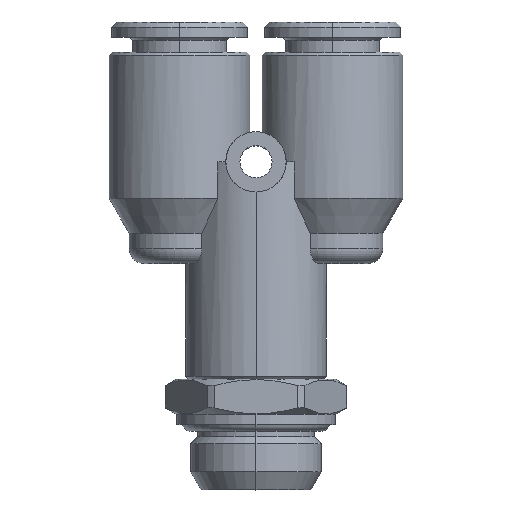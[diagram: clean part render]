
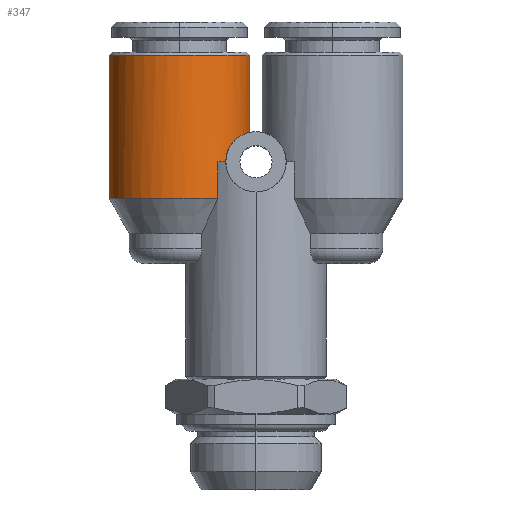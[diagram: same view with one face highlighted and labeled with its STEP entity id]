
A CAD part, top view. The second image highlights one B-rep face of the part: STEP entity #347.
In plain terms, the highlighted cylindrical face has radius 7 mm (diameter 14 mm), a partial arc.
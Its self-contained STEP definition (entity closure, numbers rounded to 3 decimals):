
#88 = VERTEX_POINT ( 'NONE', #4309 ) ;
#93 = VERTEX_POINT ( 'NONE', #4426 ) ;
#99 = EDGE_CURVE ( 'NONE', #93, #88, #4452, .T. ) ;
#278 = VERTEX_POINT ( 'NONE', #1924 ) ;
#279 = VERTEX_POINT ( 'NONE', #1923 ) ;
#317 = ORIENTED_EDGE ( 'NONE', *, *, #318, .T. ) ;
#318 = EDGE_CURVE ( 'NONE', #343, #88, #1870, .T. ) ;
#319 = ORIENTED_EDGE ( 'NONE', *, *, #348, .T. ) ;
#320 = EDGE_LOOP ( 'NONE', ( #324, #321, #330, #364, #349, #319, #317 ) ) ;
#321 = ORIENTED_EDGE ( 'NONE', *, *, #329, .T. ) ;
#323 = VERTEX_POINT ( 'NONE', #1864 ) ;
#324 = ORIENTED_EDGE ( 'NONE', *, *, #99, .F. ) ;
#329 = EDGE_CURVE ( 'NONE', #93, #278, #1857, .T. ) ;
#330 = ORIENTED_EDGE ( 'NONE', *, *, #331, .F. ) ;
#331 = EDGE_CURVE ( 'NONE', #323, #278, #1853, .T. ) ;
#343 = VERTEX_POINT ( 'NONE', #1952 ) ;
#347 = ADVANCED_FACE ( 'NONE', ( #1946 ), #1940, .T. ) ;
#348 = EDGE_CURVE ( 'NONE', #360, #343, #1934, .T. ) ;
#349 = ORIENTED_EDGE ( 'NONE', *, *, #350, .T. ) ;
#350 = EDGE_CURVE ( 'NONE', #279, #360, #2101, .T. ) ;
#360 = VERTEX_POINT ( 'NONE', #2191 ) ;
#362 = EDGE_CURVE ( 'NONE', #279, #323, #2142, .T. ) ;
#364 = ORIENTED_EDGE ( 'NONE', *, *, #362, .F. ) ;
#1849 = DIRECTION ( 'NONE',  ( -1., 0., 0. ) ) ;
#1850 = DIRECTION ( 'NONE',  ( 0., 1., 0. ) ) ;
#1851 = CARTESIAN_POINT ( 'NONE',  ( -7.6, 10.6, 0. ) ) ;
#1852 = AXIS2_PLACEMENT_3D ( 'NONE', #1851, #1850, #1849 ) ;
#1853 = CIRCLE ( 'NONE', #1852, 7. ) ;
#1854 = DIRECTION ( 'NONE',  ( 0., 1., 0. ) ) ;
#1855 = VECTOR ( 'NONE', #1854, 1000. ) ;
#1856 = CARTESIAN_POINT ( 'NONE',  ( -0.6, 17.66, 0. ) ) ;
#1857 = LINE ( 'NONE', #1856, #1855 ) ;
#1864 = CARTESIAN_POINT ( 'NONE',  ( -14.6, 10.6, 0. ) ) ;
#1866 = DIRECTION ( 'NONE',  ( 0., 0., 1. ) ) ;
#1867 = DIRECTION ( 'NONE',  ( 0., 1., 0. ) ) ;
#1868 = CARTESIAN_POINT ( 'NONE',  ( -7.6, 0., 0. ) ) ;
#1869 = AXIS2_PLACEMENT_3D ( 'NONE', #1868, #1867, #1866 ) ;
#1870 = CIRCLE ( 'NONE', #1869, 7. ) ;
#1923 = CARTESIAN_POINT ( 'NONE',  ( -14.6, -3.636, 0. ) ) ;
#1924 = CARTESIAN_POINT ( 'NONE',  ( -0.6, 10.6, 0. ) ) ;
#1931 = DIRECTION ( 'NONE',  ( 0., 1., 0. ) ) ;
#1932 = VECTOR ( 'NONE', #1931, 1000. ) ;
#1933 = CARTESIAN_POINT ( 'NONE',  ( -3.8, -1.818, 5.879 ) ) ;
#1934 = LINE ( 'NONE', #1933, #1932 ) ;
#1936 = DIRECTION ( 'NONE',  ( -1., 0., 0. ) ) ;
#1937 = DIRECTION ( 'NONE',  ( 0., 1., 0. ) ) ;
#1938 = AXIS2_PLACEMENT_3D ( 'NONE', #1939, #1937, #1936 ) ;
#1939 = CARTESIAN_POINT ( 'NONE',  ( -7.6, 17.66, 0. ) ) ;
#1940 = CYLINDRICAL_SURFACE ( 'NONE', #1938, 7. ) ;
#1946 = FACE_OUTER_BOUND ( 'NONE', #320, .T. ) ;
#1952 = CARTESIAN_POINT ( 'NONE',  ( -3.8, 0., 5.879 ) ) ;
#2093 = DIRECTION ( 'NONE',  ( -1., 0., 0. ) ) ;
#2094 = DIRECTION ( 'NONE',  ( 0., 1., 0. ) ) ;
#2097 = CARTESIAN_POINT ( 'NONE',  ( -7.6, -3.636, 0. ) ) ;
#2100 = AXIS2_PLACEMENT_3D ( 'NONE', #2097, #2094, #2093 ) ;
#2101 = CIRCLE ( 'NONE', #2100, 7. ) ;
#2103 = DIRECTION ( 'NONE',  ( 0., 1., 0. ) ) ;
#2104 = VECTOR ( 'NONE', #2103, 1000. ) ;
#2141 = CARTESIAN_POINT ( 'NONE',  ( -14.6, 17.66, 0. ) ) ;
#2142 = LINE ( 'NONE', #2141, #2104 ) ;
#2191 = CARTESIAN_POINT ( 'NONE',  ( -3.8, -3.636, 5.879 ) ) ;
#4309 = CARTESIAN_POINT ( 'NONE',  ( -3., 0., 5.276 ) ) ;
#4426 = CARTESIAN_POINT ( 'NONE',  ( -0.6, 2.939, 0. ) ) ;
#4433 = CARTESIAN_POINT ( 'NONE',  ( -0.6, 2.939, 0. ) ) ;
#4434 = CARTESIAN_POINT ( 'NONE',  ( -2.177, 2.076, 4.434 ) ) ;
#4435 = CARTESIAN_POINT ( 'NONE',  ( -1.85, 2.372, 4.002 ) ) ;
#4436 = CARTESIAN_POINT ( 'NONE',  ( -0.621, 2.935, 0.62 ) ) ;
#4437 = CARTESIAN_POINT ( 'NONE',  ( -1.022, 2.823, 2.413 ) ) ;
#4438 = CARTESIAN_POINT ( 'NONE',  ( -2.95, 0.622, 5.234 ) ) ;
#4439 = CARTESIAN_POINT ( 'NONE',  ( -2.771, 1.187, 5.069 ) ) ;
#4440 = CARTESIAN_POINT ( 'NONE',  ( -0.762, 2.903, 1.528 ) ) ;
#4442 = CARTESIAN_POINT ( 'NONE',  ( -2.344, 1.891, 4.629 ) ) ;
#4443 = CARTESIAN_POINT ( 'NONE',  ( -2.64, 1.449, 4.944 ) ) ;
#4444 = CARTESIAN_POINT ( 'NONE',  ( -1.257, 2.727, 2.976 ) ) ;
#4445 = CARTESIAN_POINT ( 'NONE',  ( -0.921, 2.856, 2.119 ) ) ;
#4446 = CARTESIAN_POINT ( 'NONE',  ( -0.6, 2.939, 0.31 ) ) ;
#4447 = CARTESIAN_POINT ( 'NONE',  ( -0.702, 2.917, 1.228 ) ) ;
#4448 = CARTESIAN_POINT ( 'NONE',  ( -3., 0., 5.276 ) ) ;
#4449 = CARTESIAN_POINT ( 'NONE',  ( -3., 0.309, 5.276 ) ) ;
#4450 = CARTESIAN_POINT ( 'NONE',  ( -1.391, 2.664, 3.246 ) ) ;
#4451 = CARTESIAN_POINT ( 'NONE',  ( -1.688, 2.486, 3.759 ) ) ;
#4452 = B_SPLINE_CURVE_WITH_KNOTS ( 'NONE', 3,
 ( #4433, #4446, #4436, #4447, #4440, #4445, #4437, #4444, #4450, #4451, #4435, #4434, #4442, #4443, #4439, #4438, #4449, #4448 ),
 .UNSPECIFIED., .F., .F.,
 ( 4, 2, 2, 2, 2, 2, 2, 2, 4 ),
 ( 0.015, 0.016, 0.017, 0.017, 0.018, 0.019, 0.02, 0.021, 0.022 ),
 .UNSPECIFIED. ) ;
